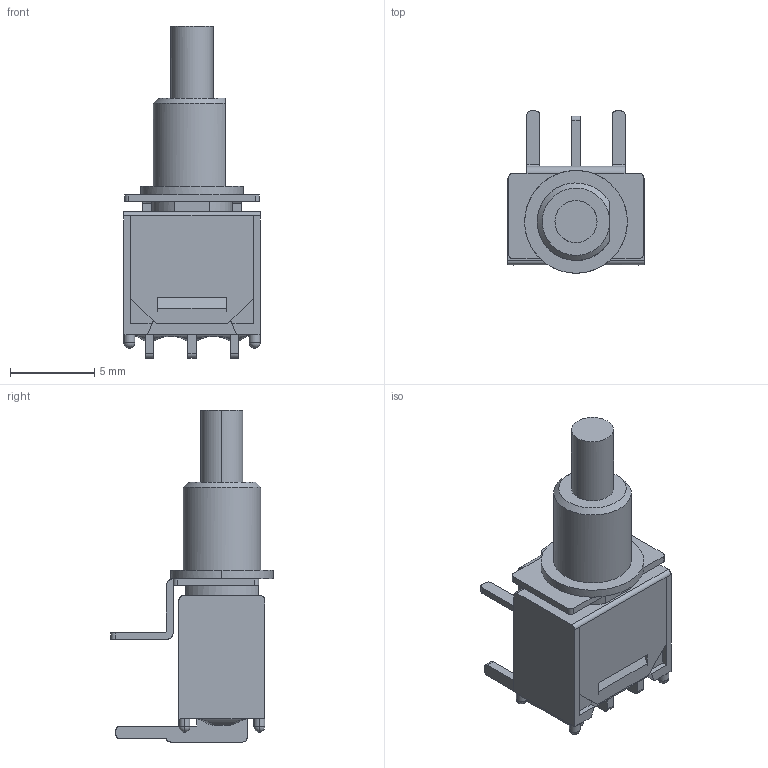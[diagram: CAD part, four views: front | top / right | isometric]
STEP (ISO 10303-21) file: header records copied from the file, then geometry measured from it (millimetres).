
FILE_DESCRIPTION (( 'STEP AP214' ), '1' );
FILE_NAME ('800CSP1B6M6xE.stp', '2020-04-01T16:46:31', ( '' ), ( '' ), 'SwSTEP 2.0', 'SolidWorks 2020', '' );
FILE_SCHEMA (( 'AUTOMOTIVE_DESIGN' ));
Length unit declared in the file: millimetre
Products named in the file (1): 800CSP1B6M6xE
Bounding box: 8.1 x 9.65 x 19.73 mm (x, y, z)
Volume: 598.9 mm3; surface area: 790.1 mm2
Topology: 2 solids, 2 shells, 190 faces, 525 edges, 338 vertices
Faces by surface type: plane 125, cylinder 48, sphere 8, bspline 8, cone 1
Entity records: 7733 total; most frequent: CARTESIAN_POINT 3791, ORIENTED_EDGE 1018, EDGE_CURVE 509, B_SPLINE_CURVE_WITH_KNOTS 489, DIRECTION 394, VERTEX_POINT 330, EDGE_LOOP 197, AXIS2_PLACEMENT_3D 191
